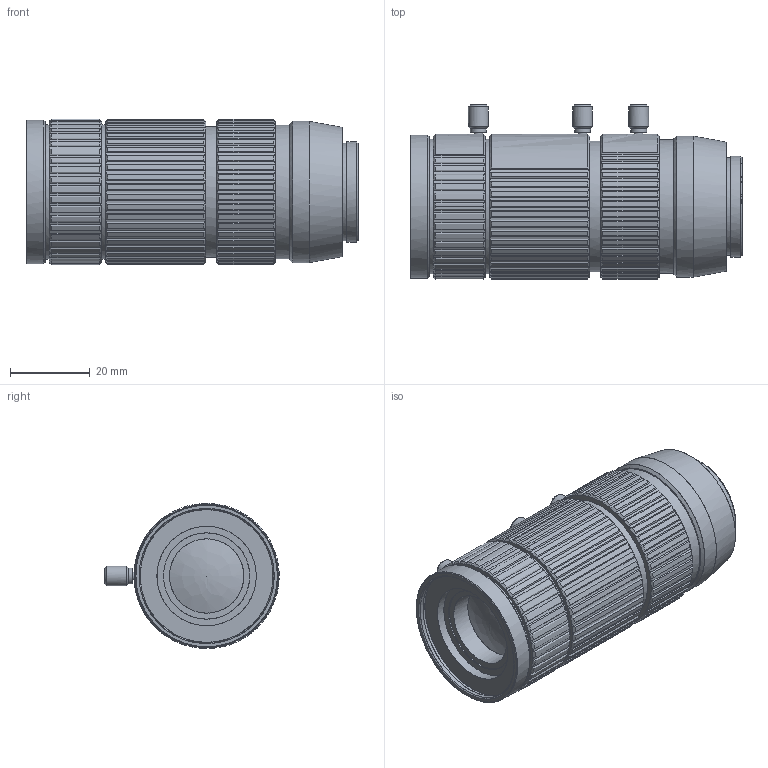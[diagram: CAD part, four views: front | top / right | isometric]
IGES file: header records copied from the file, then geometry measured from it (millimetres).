
Start section: C
Global section: file name: MLM-3XMP_20211223.igs; native system: By Siemens PLM Incorporated; preprocessor: XPlus GENERIC/IGES 19.0.9; author: Author; organization: Title; date: 20211223.152620; units: millimetre
Bounding box: 83.5 x 43.85 x 36.5 mm (x, y, z)
Surface area: 14009 mm2 (no closed solid volume)
Topology: 0 solids, 0 shells, 474 faces, 3291 edges, 3288 vertices
Faces by surface type: bspline 474
